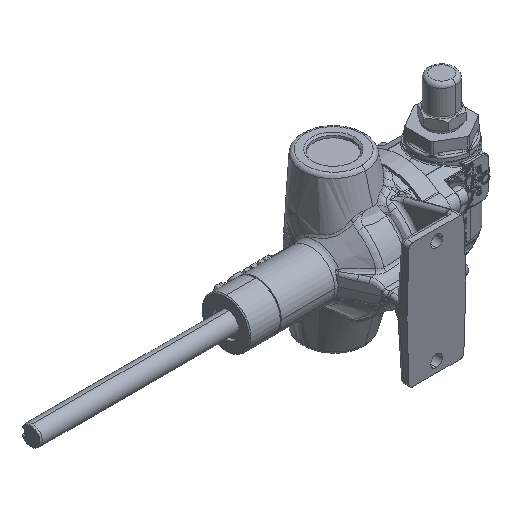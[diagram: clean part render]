
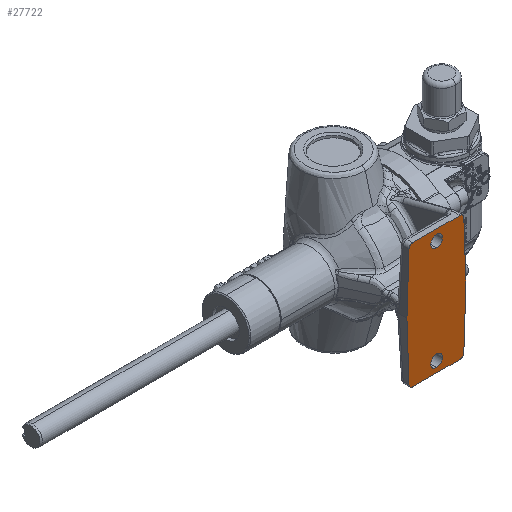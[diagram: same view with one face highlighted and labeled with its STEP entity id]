
A CAD part, isometric view. The second image highlights one B-rep face of the part: STEP entity #27722.
In plain terms, the highlighted planar face has unit normal (0, -1, 0).
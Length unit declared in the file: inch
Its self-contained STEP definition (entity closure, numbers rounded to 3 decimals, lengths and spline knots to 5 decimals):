
#542 = CARTESIAN_POINT ( 'NONE',  ( -1.12, -2.75, 1.8475 ) ) ;
#681 = CARTESIAN_POINT ( 'NONE',  ( -1.88412, -2.75, 1.88 ) ) ;
#751 = ORIENTED_EDGE ( 'NONE', *, *, #52435, .F. ) ;
#769 = EDGE_CURVE ( 'NONE', #10470, #19530, #50479, .T. ) ;
#1262 = ORIENTED_EDGE ( 'NONE', *, *, #72845, .T. ) ;
#1264 = CARTESIAN_POINT ( 'NONE',  ( -2.06984, -2.75, 0. ) ) ;
#1306 = CARTESIAN_POINT ( 'NONE',  ( -0.24596, -2.75, 1.88419 ) ) ;
#1467 = CARTESIAN_POINT ( 'NONE',  ( -0.44, -2.75, 2. ) ) ;
#2323 = EDGE_CURVE ( 'NONE', #62616, #59479, #25587, .T. ) ;
#4955 = AXIS2_PLACEMENT_3D ( 'NONE', #10710, #52985, #16817 ) ;
#5104 = DIRECTION ( 'NONE',  ( -1., 0., 0. ) ) ;
#5470 = DIRECTION ( 'NONE',  ( 0., 0., -1. ) ) ;
#6246 = CARTESIAN_POINT ( 'NONE',  ( -1.12, -2.75, 1.66 ) ) ;
#6392 = CARTESIAN_POINT ( 'NONE',  ( -0.36588, -2.75, -2. ) ) ;
#6404 = DIRECTION ( 'NONE',  ( 0., -1., 0. ) ) ;
#6645 = EDGE_CURVE ( 'NONE', #49846, #50090, #66522, .T. ) ;
#6754 = CIRCLE ( 'NONE', #15632, 0.1875 ) ;
#6773 = DIRECTION ( 'NONE',  ( 0., 0., 1. ) ) ;
#10470 = VERTEX_POINT ( 'NONE', #542 ) ;
#10710 = CARTESIAN_POINT ( 'NONE',  ( -0.36588, -2.75, -1.88 ) ) ;
#11187 = CARTESIAN_POINT ( 'NONE',  ( -0.25, -2.75, -2. ) ) ;
#12083 = VECTOR ( 'NONE', #51308, 39.37008 ) ;
#12323 = DIRECTION ( 'NONE',  ( 0., 0., -1. ) ) ;
#12835 = CARTESIAN_POINT ( 'NONE',  ( -0.36588, -2.75, 1.88 ) ) ;
#13056 = AXIS2_PLACEMENT_3D ( 'NONE', #681, #43015, #6773 ) ;
#13122 = CARTESIAN_POINT ( 'NONE',  ( -1.88412, -2.75, 2. ) ) ;
#13405 = EDGE_LOOP ( 'NONE', ( #67151, #75639, #76869, #49633, #23811, #1262, #55255, #37463, #61559, #67529 ) ) ;
#13567 = CARTESIAN_POINT ( 'NONE',  ( -0.18016, -2.75, 0. ) ) ;
#13625 = CIRCLE ( 'NONE', #36455, 0.12 ) ;
#15632 = AXIS2_PLACEMENT_3D ( 'NONE', #6246, #48552, #12323 ) ;
#16817 = DIRECTION ( 'NONE',  ( 0., 0., 1. ) ) ;
#17016 = EDGE_CURVE ( 'NONE', #35183, #49846, #46138, .T. ) ;
#17226 = ORIENTED_EDGE ( 'NONE', *, *, #2323, .F. ) ;
#17874 = AXIS2_PLACEMENT_3D ( 'NONE', #72297, #36094, #78379 ) ;
#18910 = DIRECTION ( 'NONE',  ( 0., 0., 1. ) ) ;
#19530 = VERTEX_POINT ( 'NONE', #66421 ) ;
#21534 = EDGE_CURVE ( 'NONE', #19530, #10470, #6754, .T. ) ;
#21899 = AXIS2_PLACEMENT_3D ( 'NONE', #42647, #6404, #48730 ) ;
#23100 = DIRECTION ( 'NONE',  ( 0., 1., 0. ) ) ;
#23144 = CARTESIAN_POINT ( 'NONE',  ( -1.12, -2.75, -1.4725 ) ) ;
#23811 = ORIENTED_EDGE ( 'NONE', *, *, #63645, .T. ) ;
#24493 = CIRCLE ( 'NONE', #13056, 0.12 ) ;
#24988 = DIRECTION ( 'NONE',  ( 0., -1., 0. ) ) ;
#25587 = CIRCLE ( 'NONE', #28623, 0.1875 ) ;
#26537 = EDGE_LOOP ( 'NONE', ( #751, #17226 ) ) ;
#26628 = EDGE_CURVE ( 'NONE', #61020, #48390, #28023, .T. ) ;
#26901 = FACE_OUTER_BOUND ( 'NONE', #13405, .T. ) ;
#27381 = VERTEX_POINT ( 'NONE', #13122 ) ;
#27722 = ADVANCED_FACE ( 'NONE', ( #59066, #73226, #26901 ), #46904, .F. ) ;
#28023 = LINE ( 'NONE', #11187, #74383 ) ;
#28623 = AXIS2_PLACEMENT_3D ( 'NONE', #61191, #24988, #67246 ) ;
#29413 = DIRECTION ( 'NONE',  ( 0.035, 0., 0.999 ) ) ;
#31515 = CARTESIAN_POINT ( 'NONE',  ( -0.44, -2.75, -2. ) ) ;
#31903 = EDGE_CURVE ( 'NONE', #27381, #50090, #24493, .T. ) ;
#33037 = CARTESIAN_POINT ( 'NONE',  ( -2., -2.75, -2. ) ) ;
#34638 = CIRCLE ( 'NONE', #21899, 0.12 ) ;
#35183 = VERTEX_POINT ( 'NONE', #56200 ) ;
#36094 = DIRECTION ( 'NONE',  ( 0., -1., 0. ) ) ;
#36455 = AXIS2_PLACEMENT_3D ( 'NONE', #12835, #55097, #18910 ) ;
#36859 = LINE ( 'NONE', #1467, #69029 ) ;
#37319 = VERTEX_POINT ( 'NONE', #1306 ) ;
#37463 = ORIENTED_EDGE ( 'NONE', *, *, #26628, .T. ) ;
#37595 = DIRECTION ( 'NONE',  ( 1., 0., 0. ) ) ;
#37638 = VERTEX_POINT ( 'NONE', #48328 ) ;
#37815 = LINE ( 'NONE', #31515, #52022 ) ;
#38348 = CARTESIAN_POINT ( 'NONE',  ( -0.18016, -2.75, 0. ) ) ;
#38871 = EDGE_CURVE ( 'NONE', #37638, #27381, #36859, .T. ) ;
#39688 = AXIS2_PLACEMENT_3D ( 'NONE', #59310, #23100, #65363 ) ;
#41066 = CARTESIAN_POINT ( 'NONE',  ( -1.88412, -2.75, -2. ) ) ;
#41701 = DIRECTION ( 'NONE',  ( 0., -1., 0. ) ) ;
#42109 = EDGE_LOOP ( 'NONE', ( #45622, #52647 ) ) ;
#42647 = CARTESIAN_POINT ( 'NONE',  ( -1.88412, -2.75, -1.88 ) ) ;
#43015 = DIRECTION ( 'NONE',  ( 0., -1., 0. ) ) ;
#45587 = CARTESIAN_POINT ( 'NONE',  ( -1.12, -2.75, -1.8475 ) ) ;
#45622 = ORIENTED_EDGE ( 'NONE', *, *, #21534, .F. ) ;
#46138 = LINE ( 'NONE', #33037, #12083 ) ;
#46904 = PLANE ( 'NONE',  #39688 ) ;
#48328 = CARTESIAN_POINT ( 'NONE',  ( -0.36588, -2.75, 2. ) ) ;
#48390 = VERTEX_POINT ( 'NONE', #38348 ) ;
#48552 = DIRECTION ( 'NONE',  ( 0., -1., 0. ) ) ;
#48730 = DIRECTION ( 'NONE',  ( 0., 0., 1. ) ) ;
#49633 = ORIENTED_EDGE ( 'NONE', *, *, #17016, .F. ) ;
#49783 = DIRECTION ( 'NONE',  ( -0.035, 0., 0.999 ) ) ;
#49846 = VERTEX_POINT ( 'NONE', #1264 ) ;
#50090 = VERTEX_POINT ( 'NONE', #59632 ) ;
#50477 = VECTOR ( 'NONE', #65658, 39.37008 ) ;
#50479 = CIRCLE ( 'NONE', #17874, 0.1875 ) ;
#50731 = EDGE_CURVE ( 'NONE', #37319, #37638, #13625, .T. ) ;
#51308 = DIRECTION ( 'NONE',  ( -0.035, 0., 0.999 ) ) ;
#52022 = VECTOR ( 'NONE', #37595, 39.37008 ) ;
#52435 = EDGE_CURVE ( 'NONE', #59479, #62616, #68200, .T. ) ;
#52647 = ORIENTED_EDGE ( 'NONE', *, *, #769, .F. ) ;
#52985 = DIRECTION ( 'NONE',  ( 0., -1., 0. ) ) ;
#55097 = DIRECTION ( 'NONE',  ( 0., -1., 0. ) ) ;
#55255 = ORIENTED_EDGE ( 'NONE', *, *, #75113, .T. ) ;
#55773 = AXIS2_PLACEMENT_3D ( 'NONE', #77890, #41701, #5470 ) ;
#56200 = CARTESIAN_POINT ( 'NONE',  ( -2.00404, -2.75, -1.88419 ) ) ;
#59066 = FACE_BOUND ( 'NONE', #26537, .T. ) ;
#59310 = CARTESIAN_POINT ( 'NONE',  ( -4.75, -2.75, 2.25 ) ) ;
#59479 = VERTEX_POINT ( 'NONE', #45587 ) ;
#59583 = VERTEX_POINT ( 'NONE', #41066 ) ;
#59606 = CARTESIAN_POINT ( 'NONE',  ( -2.06984, -2.75, 0. ) ) ;
#59632 = CARTESIAN_POINT ( 'NONE',  ( -2.00404, -2.75, 1.88419 ) ) ;
#59772 = VERTEX_POINT ( 'NONE', #6392 ) ;
#60878 = VECTOR ( 'NONE', #49783, 39.37008 ) ;
#61020 = VERTEX_POINT ( 'NONE', #68903 ) ;
#61191 = CARTESIAN_POINT ( 'NONE',  ( -1.12, -2.75, -1.66 ) ) ;
#61559 = ORIENTED_EDGE ( 'NONE', *, *, #69815, .T. ) ;
#62616 = VERTEX_POINT ( 'NONE', #23144 ) ;
#62796 = LINE ( 'NONE', #13567, #60878 ) ;
#63645 = EDGE_CURVE ( 'NONE', #35183, #59583, #34638, .T. ) ;
#64075 = CIRCLE ( 'NONE', #4955, 0.12 ) ;
#65363 = DIRECTION ( 'NONE',  ( 0., 0., 1. ) ) ;
#65658 = DIRECTION ( 'NONE',  ( 0.035, 0., 0.999 ) ) ;
#66421 = CARTESIAN_POINT ( 'NONE',  ( -1.12, -2.75, 1.4725 ) ) ;
#66522 = LINE ( 'NONE', #59606, #50477 ) ;
#67151 = ORIENTED_EDGE ( 'NONE', *, *, #38871, .T. ) ;
#67246 = DIRECTION ( 'NONE',  ( 0., 0., -1. ) ) ;
#67529 = ORIENTED_EDGE ( 'NONE', *, *, #50731, .T. ) ;
#68200 = CIRCLE ( 'NONE', #55773, 0.1875 ) ;
#68903 = CARTESIAN_POINT ( 'NONE',  ( -0.24596, -2.75, -1.88419 ) ) ;
#69029 = VECTOR ( 'NONE', #5104, 39.37008 ) ;
#69815 = EDGE_CURVE ( 'NONE', #48390, #37319, #62796, .T. ) ;
#72297 = CARTESIAN_POINT ( 'NONE',  ( -1.12, -2.75, 1.66 ) ) ;
#72845 = EDGE_CURVE ( 'NONE', #59583, #59772, #37815, .T. ) ;
#73226 = FACE_BOUND ( 'NONE', #42109, .T. ) ;
#74383 = VECTOR ( 'NONE', #29413, 39.37008 ) ;
#75113 = EDGE_CURVE ( 'NONE', #59772, #61020, #64075, .T. ) ;
#75639 = ORIENTED_EDGE ( 'NONE', *, *, #31903, .T. ) ;
#76869 = ORIENTED_EDGE ( 'NONE', *, *, #6645, .F. ) ;
#77890 = CARTESIAN_POINT ( 'NONE',  ( -1.12, -2.75, -1.66 ) ) ;
#78379 = DIRECTION ( 'NONE',  ( 0., 0., -1. ) ) ;
